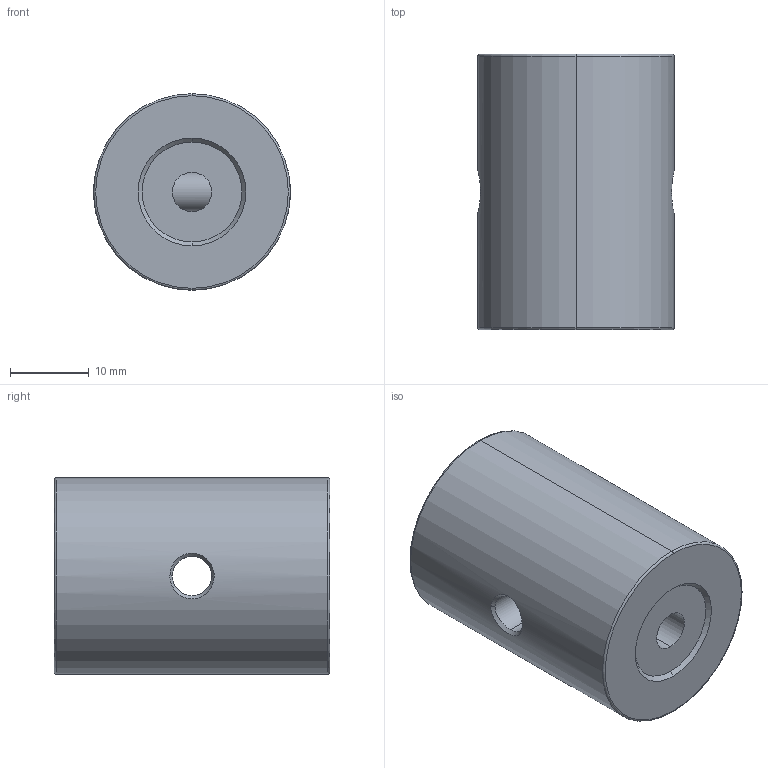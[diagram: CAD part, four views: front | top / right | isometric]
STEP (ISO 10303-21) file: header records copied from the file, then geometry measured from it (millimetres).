
FILE_DESCRIPTION (( 'STEP AP203' ), '1' );
FILE_NAME ('1.4.2.22_ZGH-25-38.STEP', '2022-04-14T00:08:10', ( '' ), ( '' ), 'SwSTEP 2.0', 'SolidWorks 2021', '' );
FILE_SCHEMA (( 'CONFIG_CONTROL_DESIGN' ));
Length unit declared in the file: millimetre
Products named in the file (1): 1.4.2.22_ZGH-25-38
Bounding box: 25 x 35 x 25 mm (x, y, z)
Surface area: 4284 mm2 (no closed solid volume)
Topology: 0 solids, 1 shells, 24 faces, 55 edges, 35 vertices
Faces by surface type: cylinder 8, bspline 4, cone 4, torus 4, plane 4
Entity records: 3454 total; most frequent: CARTESIAN_POINT 2843, DIRECTION 110, ORIENTED_EDGE 106, EDGE_CURVE 55, AXIS2_PLACEMENT_3D 49, VERTEX_POINT 35, EDGE_LOOP 30, CIRCLE 28
